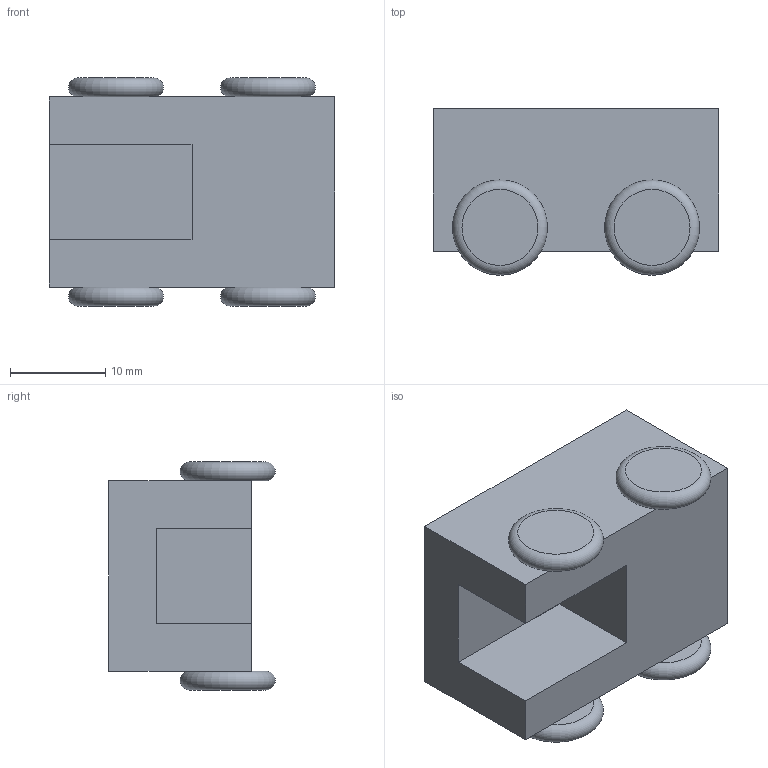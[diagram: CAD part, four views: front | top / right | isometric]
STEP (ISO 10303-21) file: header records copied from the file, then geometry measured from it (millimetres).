
FILE_DESCRIPTION(/* description */ (''),/* implementation_level */ '2;1');
FILE_NAME(/* name */ 'Prototype1 v1.step',/* time_stamp */ '2021-02-21T16:26:07+00:00',/* author */ (''),/* organization */ (''),/* preprocessor_version */ 'ST-DEVELOPER v18.1',/* originating_system */ 'Autodesk Translation Framework v9.7.1.1290',/* authorisation */ '');
FILE_SCHEMA (('AUTOMOTIVE_DESIGN { 1 0 10303 214 3 1 1 }'));
Length unit declared in the file: millimetre
Products named in the file (1): Prototype1
Bounding box: 30 x 17.5 x 24 mm (x, y, z)
Volume: 8076.8 mm3; surface area: 3768.2 mm2
Topology: 5 solids, 5 shells, 22 faces, 36 edges, 24 vertices
Faces by surface type: plane 18, torus 4
Entity records: 541 total; most frequent: DIRECTION 94, CARTESIAN_POINT 83, ORIENTED_EDGE 72, EDGE_CURVE 36, AXIS2_PLACEMENT_3D 35, LINE 24, VECTOR 24, VERTEX_POINT 24
